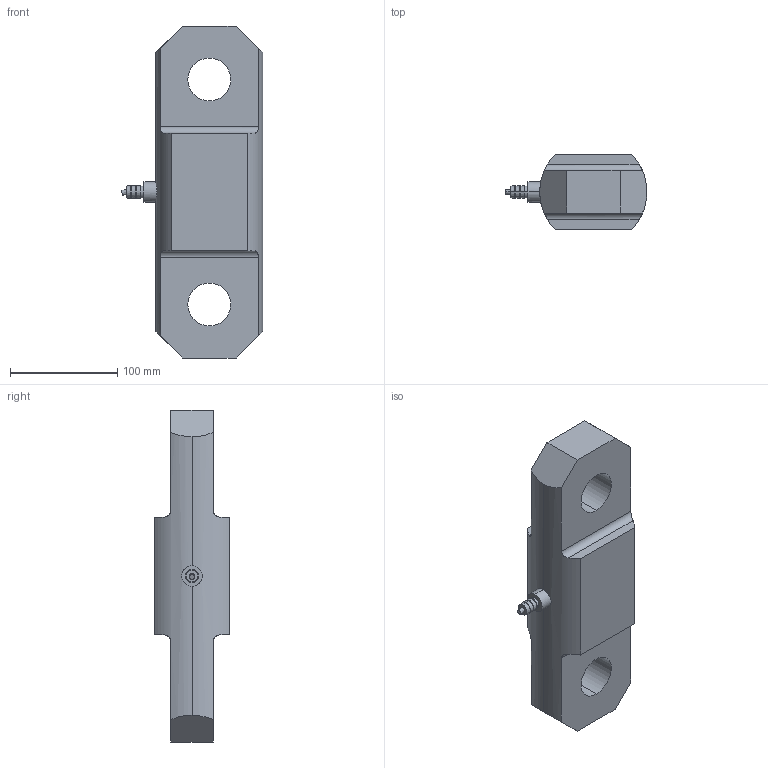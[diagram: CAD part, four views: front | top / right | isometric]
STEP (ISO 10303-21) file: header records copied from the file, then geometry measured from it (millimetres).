
FILE_DESCRIPTION (( 'STEP AP203' ), '1' );
FILE_NAME ('Tension Load Cell type SOTD.STEP', '2010-04-13T19:04:35', ( 'JSJ' ), ( 'JSJ' ), 'SwSTEP 2.0', 'SolidWorks 2009', '' );
FILE_SCHEMA (( 'CONFIG_CONTROL_DESIGN' ));
Length unit declared in the file: millimetre
Products named in the file (1): Tension Load Cell type SOTD
Bounding box: 132.24 x 70 x 310 mm (x, y, z)
Volume: 1340768 mm3; surface area: 100202.5 mm2
Topology: 1 solids, 1 shells, 54 faces, 130 edges, 84 vertices
Faces by surface type: cylinder 23, plane 23, cone 6, bspline 2
Entity records: 1972 total; most frequent: CARTESIAN_POINT 634, DIRECTION 262, ORIENTED_EDGE 260, EDGE_CURVE 130, AXIS2_PLACEMENT_3D 99, VERTEX_POINT 84, EDGE_LOOP 64, LINE 64
